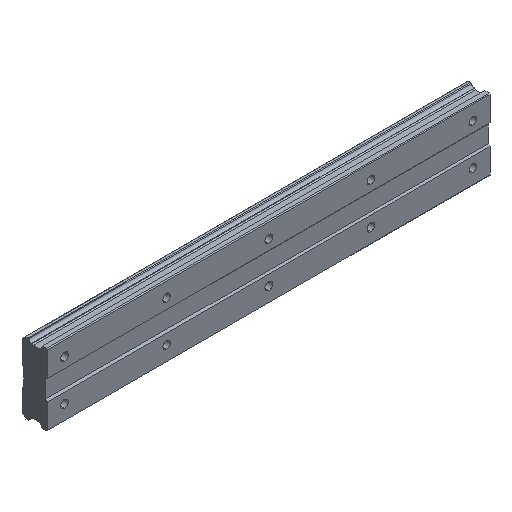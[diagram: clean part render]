
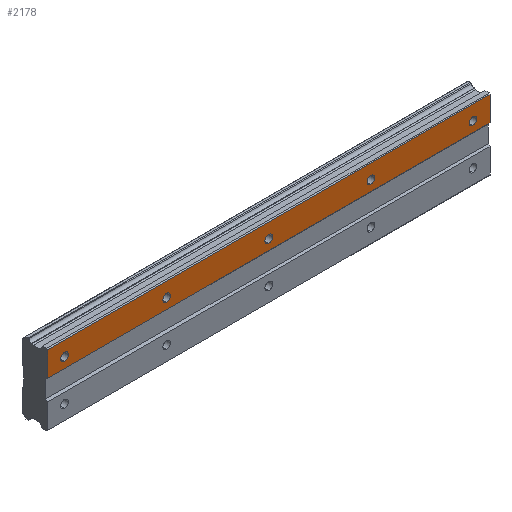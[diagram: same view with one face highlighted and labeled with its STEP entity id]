
A CAD part, isometric view. The second image highlights one B-rep face of the part: STEP entity #2178.
In plain terms, the highlighted planar face has unit normal (0, -1, 0).
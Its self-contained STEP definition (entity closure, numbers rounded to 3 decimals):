
#10 = CARTESIAN_POINT ( 'NONE',  ( 180., 0., 9.75 ) ) ;
#12 = EDGE_CURVE ( 'NONE', #950, #662, #2081, .T. ) ;
#21 = CIRCLE ( 'NONE', #422, 2.25 ) ;
#32 = VERTEX_POINT ( 'NONE', #2363 ) ;
#92 = DIRECTION ( 'NONE',  ( 0., 0., 1. ) ) ;
#112 = FACE_BOUND ( 'NONE', #2224, .T. ) ;
#133 = CARTESIAN_POINT ( 'NONE',  ( 0., 0., 12. ) ) ;
#154 = CIRCLE ( 'NONE', #1956, 2.25 ) ;
#160 = DIRECTION ( 'NONE',  ( 0., -1., 0. ) ) ;
#180 = CARTESIAN_POINT ( 'NONE',  ( 0., 0., 12. ) ) ;
#189 = VERTEX_POINT ( 'NONE', #572 ) ;
#214 = CARTESIAN_POINT ( 'NONE',  ( -10., 0., 6. ) ) ;
#238 = ORIENTED_EDGE ( 'NONE', *, *, #256, .F. ) ;
#242 = CIRCLE ( 'NONE', #715, 2.25 ) ;
#256 = EDGE_CURVE ( 'NONE', #32, #1470, #1738, .T. ) ;
#278 = CARTESIAN_POINT ( 'NONE',  ( 60., 0., 12. ) ) ;
#294 = ORIENTED_EDGE ( 'NONE', *, *, #2423, .F. ) ;
#346 = ORIENTED_EDGE ( 'NONE', *, *, #540, .F. ) ;
#365 = EDGE_CURVE ( 'NONE', #189, #2463, #1074, .T. ) ;
#422 = AXIS2_PLACEMENT_3D ( 'NONE', #133, #1372, #92 ) ;
#453 = DIRECTION ( 'NONE',  ( -1., 0., 0. ) ) ;
#509 = EDGE_CURVE ( 'NONE', #920, #2555, #242, .T. ) ;
#524 = VERTEX_POINT ( 'NONE', #686 ) ;
#533 = ORIENTED_EDGE ( 'NONE', *, *, #12, .F. ) ;
#540 = EDGE_CURVE ( 'NONE', #2555, #920, #2590, .T. ) ;
#572 = CARTESIAN_POINT ( 'NONE',  ( 120., 0., 9.75 ) ) ;
#631 = AXIS2_PLACEMENT_3D ( 'NONE', #278, #1978, #1963 ) ;
#648 = DIRECTION ( 'NONE',  ( 0., -1., 0. ) ) ;
#651 = EDGE_CURVE ( 'NONE', #2463, #189, #1291, .T. ) ;
#662 = VERTEX_POINT ( 'NONE', #737 ) ;
#686 = CARTESIAN_POINT ( 'NONE',  ( 0., 0., 9.75 ) ) ;
#699 = ORIENTED_EDGE ( 'NONE', *, *, #1555, .F. ) ;
#715 = AXIS2_PLACEMENT_3D ( 'NONE', #2419, #1948, #1298 ) ;
#716 = EDGE_CURVE ( 'NONE', #1470, #32, #154, .T. ) ;
#721 = ORIENTED_EDGE ( 'NONE', *, *, #2680, .F. ) ;
#737 = CARTESIAN_POINT ( 'NONE',  ( 250., 0., 20.5 ) ) ;
#745 = EDGE_LOOP ( 'NONE', ( #238, #1710 ) ) ;
#799 = AXIS2_PLACEMENT_3D ( 'NONE', #1709, #648, #1284 ) ;
#838 = CARTESIAN_POINT ( 'NONE',  ( 180., 0., 12. ) ) ;
#887 = CARTESIAN_POINT ( 'NONE',  ( 60., 0., 9.75 ) ) ;
#920 = VERTEX_POINT ( 'NONE', #887 ) ;
#950 = VERTEX_POINT ( 'NONE', #1293 ) ;
#964 = FACE_BOUND ( 'NONE', #2124, .T. ) ;
#977 = CARTESIAN_POINT ( 'NONE',  ( 250., 0., 20.5 ) ) ;
#1002 = ORIENTED_EDGE ( 'NONE', *, *, #2558, .F. ) ;
#1006 = CARTESIAN_POINT ( 'NONE',  ( 60., 0., 14.25 ) ) ;
#1016 = DIRECTION ( 'NONE',  ( 1., 0., 0. ) ) ;
#1017 = CIRCLE ( 'NONE', #2663, 2.25 ) ;
#1021 = DIRECTION ( 'NONE',  ( 0., -1., 0. ) ) ;
#1036 = AXIS2_PLACEMENT_3D ( 'NONE', #1533, #2132, #2561 ) ;
#1052 = DIRECTION ( 'NONE',  ( 0., 0., 1. ) ) ;
#1074 = CIRCLE ( 'NONE', #799, 2.25 ) ;
#1092 = CARTESIAN_POINT ( 'NONE',  ( 250., 0., 6. ) ) ;
#1152 = ORIENTED_EDGE ( 'NONE', *, *, #651, .F. ) ;
#1187 = FACE_BOUND ( 'NONE', #1904, .T. ) ;
#1235 = EDGE_LOOP ( 'NONE', ( #346, #2518 ) ) ;
#1244 = VECTOR ( 'NONE', #2702, 1000. ) ;
#1263 = CARTESIAN_POINT ( 'NONE',  ( 240., 0., 9.75 ) ) ;
#1276 = LINE ( 'NONE', #1546, #1768 ) ;
#1284 = DIRECTION ( 'NONE',  ( 0., 0., 1. ) ) ;
#1291 = CIRCLE ( 'NONE', #1914, 2.25 ) ;
#1293 = CARTESIAN_POINT ( 'NONE',  ( -10., 0., 20.5 ) ) ;
#1298 = DIRECTION ( 'NONE',  ( 0., 0., 1. ) ) ;
#1325 = AXIS2_PLACEMENT_3D ( 'NONE', #180, #1021, #1723 ) ;
#1355 = ORIENTED_EDGE ( 'NONE', *, *, #2265, .F. ) ;
#1372 = DIRECTION ( 'NONE',  ( 0., -1., 0. ) ) ;
#1406 = PLANE ( 'NONE',  #2442 ) ;
#1419 = EDGE_CURVE ( 'NONE', #2014, #1813, #1622, .T. ) ;
#1423 = VERTEX_POINT ( 'NONE', #214 ) ;
#1432 = CARTESIAN_POINT ( 'NONE',  ( 240., 0., 12. ) ) ;
#1470 = VERTEX_POINT ( 'NONE', #1263 ) ;
#1533 = CARTESIAN_POINT ( 'NONE',  ( 180., 0., 12. ) ) ;
#1546 = CARTESIAN_POINT ( 'NONE',  ( 250., 0., 6. ) ) ;
#1555 = EDGE_CURVE ( 'NONE', #1912, #524, #21, .T. ) ;
#1613 = CARTESIAN_POINT ( 'NONE',  ( 180., 0., 14.25 ) ) ;
#1622 = CIRCLE ( 'NONE', #1036, 2.25 ) ;
#1627 = DIRECTION ( 'NONE',  ( 0., 0., -1. ) ) ;
#1688 = DIRECTION ( 'NONE',  ( 0., -1., 0. ) ) ;
#1709 = CARTESIAN_POINT ( 'NONE',  ( 120., 0., 12. ) ) ;
#1710 = ORIENTED_EDGE ( 'NONE', *, *, #716, .F. ) ;
#1723 = DIRECTION ( 'NONE',  ( 0., 0., 1. ) ) ;
#1738 = CIRCLE ( 'NONE', #2089, 2.25 ) ;
#1768 = VECTOR ( 'NONE', #453, 1000. ) ;
#1813 = VERTEX_POINT ( 'NONE', #1613 ) ;
#1840 = CARTESIAN_POINT ( 'NONE',  ( 120., 0., 14.25 ) ) ;
#1843 = CARTESIAN_POINT ( 'NONE',  ( 0., 0., 14.25 ) ) ;
#1852 = CARTESIAN_POINT ( 'NONE',  ( -10., 0., 20.5 ) ) ;
#1900 = LINE ( 'NONE', #1852, #1244 ) ;
#1904 = EDGE_LOOP ( 'NONE', ( #1002, #2731 ) ) ;
#1912 = VERTEX_POINT ( 'NONE', #1843 ) ;
#1914 = AXIS2_PLACEMENT_3D ( 'NONE', #2051, #160, #2430 ) ;
#1948 = DIRECTION ( 'NONE',  ( 0., -1., 0. ) ) ;
#1956 = AXIS2_PLACEMENT_3D ( 'NONE', #2064, #2112, #2500 ) ;
#1963 = DIRECTION ( 'NONE',  ( 0., 0., 1. ) ) ;
#1978 = DIRECTION ( 'NONE',  ( 0., -1., 0. ) ) ;
#1985 = FACE_BOUND ( 'NONE', #745, .T. ) ;
#1993 = CIRCLE ( 'NONE', #1325, 2.25 ) ;
#2014 = VERTEX_POINT ( 'NONE', #10 ) ;
#2017 = EDGE_LOOP ( 'NONE', ( #721, #294, #533, #1355 ) ) ;
#2022 = EDGE_CURVE ( 'NONE', #524, #1912, #1993, .T. ) ;
#2044 = DIRECTION ( 'NONE',  ( 0., 1., 0. ) ) ;
#2051 = CARTESIAN_POINT ( 'NONE',  ( 120., 0., 12. ) ) ;
#2060 = CARTESIAN_POINT ( 'NONE',  ( 250., 0., 20.5 ) ) ;
#2063 = VERTEX_POINT ( 'NONE', #1092 ) ;
#2064 = CARTESIAN_POINT ( 'NONE',  ( 240., 0., 12. ) ) ;
#2067 = DIRECTION ( 'NONE',  ( 0., -1., 0. ) ) ;
#2081 = LINE ( 'NONE', #2060, #2447 ) ;
#2082 = VECTOR ( 'NONE', #1627, 1000. ) ;
#2089 = AXIS2_PLACEMENT_3D ( 'NONE', #1432, #2067, #1052 ) ;
#2098 = DIRECTION ( 'NONE',  ( 0., 0., 1. ) ) ;
#2112 = DIRECTION ( 'NONE',  ( 0., -1., 0. ) ) ;
#2124 = EDGE_LOOP ( 'NONE', ( #699, #2256 ) ) ;
#2132 = DIRECTION ( 'NONE',  ( 0., -1., 0. ) ) ;
#2171 = LINE ( 'NONE', #2603, #2082 ) ;
#2178 = ADVANCED_FACE ( 'NONE', ( #2426, #964, #1985, #1187, #112, #2207 ), #1406, .F. ) ;
#2206 = ORIENTED_EDGE ( 'NONE', *, *, #365, .F. ) ;
#2207 = FACE_BOUND ( 'NONE', #1235, .T. ) ;
#2224 = EDGE_LOOP ( 'NONE', ( #1152, #2206 ) ) ;
#2256 = ORIENTED_EDGE ( 'NONE', *, *, #2022, .F. ) ;
#2265 = EDGE_CURVE ( 'NONE', #1423, #950, #1900, .T. ) ;
#2363 = CARTESIAN_POINT ( 'NONE',  ( 240., 0., 14.25 ) ) ;
#2419 = CARTESIAN_POINT ( 'NONE',  ( 60., 0., 12. ) ) ;
#2423 = EDGE_CURVE ( 'NONE', #662, #2063, #2171, .T. ) ;
#2426 = FACE_OUTER_BOUND ( 'NONE', #2017, .T. ) ;
#2430 = DIRECTION ( 'NONE',  ( 0., 0., 1. ) ) ;
#2442 = AXIS2_PLACEMENT_3D ( 'NONE', #977, #2044, #2690 ) ;
#2447 = VECTOR ( 'NONE', #1016, 1000. ) ;
#2463 = VERTEX_POINT ( 'NONE', #1840 ) ;
#2500 = DIRECTION ( 'NONE',  ( 0., 0., 1. ) ) ;
#2518 = ORIENTED_EDGE ( 'NONE', *, *, #509, .F. ) ;
#2555 = VERTEX_POINT ( 'NONE', #1006 ) ;
#2558 = EDGE_CURVE ( 'NONE', #1813, #2014, #1017, .T. ) ;
#2561 = DIRECTION ( 'NONE',  ( 0., 0., 1. ) ) ;
#2590 = CIRCLE ( 'NONE', #631, 2.25 ) ;
#2603 = CARTESIAN_POINT ( 'NONE',  ( 250., 0., 20.5 ) ) ;
#2663 = AXIS2_PLACEMENT_3D ( 'NONE', #838, #1688, #2098 ) ;
#2680 = EDGE_CURVE ( 'NONE', #2063, #1423, #1276, .T. ) ;
#2690 = DIRECTION ( 'NONE',  ( 0., 0., 1. ) ) ;
#2702 = DIRECTION ( 'NONE',  ( 0., 0., 1. ) ) ;
#2731 = ORIENTED_EDGE ( 'NONE', *, *, #1419, .F. ) ;
